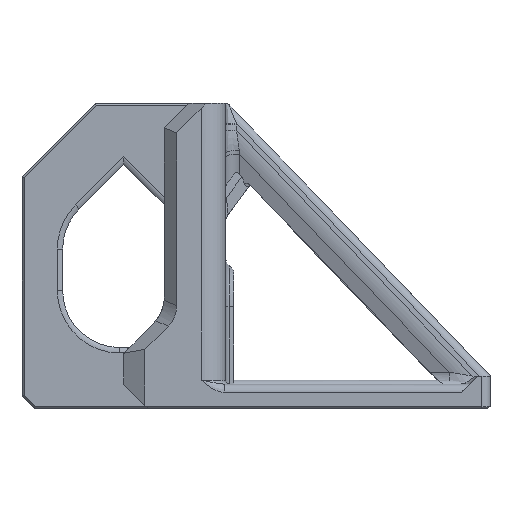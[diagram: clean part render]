
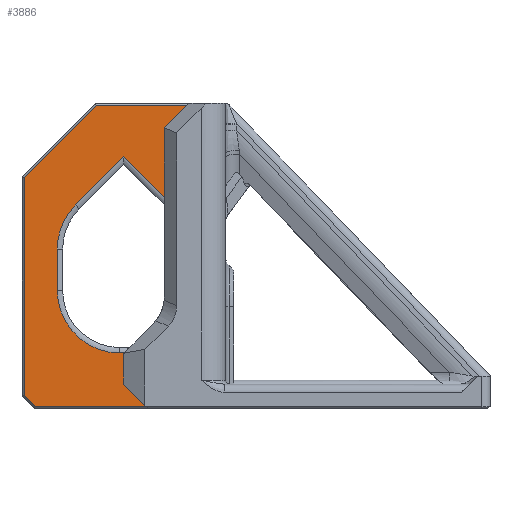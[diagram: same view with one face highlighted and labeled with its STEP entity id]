
A CAD part, left-side view. The second image highlights one B-rep face of the part: STEP entity #3886.
In plain terms, the highlighted planar face has unit normal (-1, 0, 0).
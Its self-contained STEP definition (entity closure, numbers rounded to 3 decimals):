
#39=FACE_BOUND('',#543,.T.);
#180=PLANE('',#4192);
#311=FACE_OUTER_BOUND('',#542,.T.);
#542=EDGE_LOOP('',(#2878,#2879,#2880,#2881,#2882,#2883));
#543=EDGE_LOOP('',(#2884,#2885,#2886,#2887,#2888,#2889,#2890,#2891,#2892));
#868=LINE('',#6440,#1203);
#870=LINE('',#6458,#1205);
#873=LINE('',#6467,#1208);
#875=LINE('',#6479,#1210);
#877=LINE('',#6488,#1212);
#878=LINE('',#6492,#1213);
#879=LINE('',#6494,#1214);
#880=LINE('',#6496,#1215);
#881=LINE('',#6498,#1216);
#882=LINE('',#6500,#1217);
#883=LINE('',#6501,#1218);
#1203=VECTOR('',#4762,2.);
#1205=VECTOR('',#4784,2.);
#1208=VECTOR('',#4793,2.);
#1210=VECTOR('',#4807,2.);
#1212=VECTOR('',#4819,2.);
#1213=VECTOR('',#4822,10.);
#1214=VECTOR('',#4823,10.);
#1215=VECTOR('',#4824,10.);
#1216=VECTOR('',#4825,10.);
#1217=VECTOR('',#4826,10.);
#1218=VECTOR('',#4827,10.);
#1463=CIRCLE('',#4171,15.323);
#1467=CIRCLE('',#4176,15.323);
#1471=CIRCLE('',#4184,15.323);
#1475=CIRCLE('',#4190,15.323);
#1730=VERTEX_POINT('',#6437);
#1731=VERTEX_POINT('',#6439);
#1734=VERTEX_POINT('',#6446);
#1735=VERTEX_POINT('',#6451);
#1737=VERTEX_POINT('',#6457);
#1739=VERTEX_POINT('',#6463);
#1741=VERTEX_POINT('',#6469);
#1743=VERTEX_POINT('',#6475);
#1745=VERTEX_POINT('',#6481);
#1747=VERTEX_POINT('',#6490);
#1748=VERTEX_POINT('',#6491);
#1749=VERTEX_POINT('',#6493);
#1750=VERTEX_POINT('',#6495);
#1751=VERTEX_POINT('',#6497);
#1752=VERTEX_POINT('',#6499);
#2148=EDGE_CURVE('',#1730,#1731,#868,.T.);
#2152=EDGE_CURVE('',#1734,#1730,#1463,.T.);
#2156=EDGE_CURVE('',#1731,#1735,#1467,.T.);
#2157=EDGE_CURVE('',#1737,#1734,#870,.T.);
#2162=EDGE_CURVE('',#1735,#1739,#873,.T.);
#2165=EDGE_CURVE('',#1739,#1741,#1471,.T.);
#2168=EDGE_CURVE('',#1741,#1743,#875,.T.);
#2171=EDGE_CURVE('',#1743,#1745,#1475,.T.);
#2173=EDGE_CURVE('',#1745,#1737,#877,.T.);
#2174=EDGE_CURVE('',#1747,#1748,#878,.T.);
#2175=EDGE_CURVE('',#1749,#1747,#879,.T.);
#2176=EDGE_CURVE('',#1750,#1749,#880,.T.);
#2177=EDGE_CURVE('',#1751,#1750,#881,.T.);
#2178=EDGE_CURVE('',#1752,#1751,#882,.T.);
#2179=EDGE_CURVE('',#1748,#1752,#883,.T.);
#2878=ORIENTED_EDGE('',*,*,#2174,.F.);
#2879=ORIENTED_EDGE('',*,*,#2175,.F.);
#2880=ORIENTED_EDGE('',*,*,#2176,.F.);
#2881=ORIENTED_EDGE('',*,*,#2177,.F.);
#2882=ORIENTED_EDGE('',*,*,#2178,.F.);
#2883=ORIENTED_EDGE('',*,*,#2179,.F.);
#2884=ORIENTED_EDGE('',*,*,#2148,.F.);
#2885=ORIENTED_EDGE('',*,*,#2152,.F.);
#2886=ORIENTED_EDGE('',*,*,#2157,.F.);
#2887=ORIENTED_EDGE('',*,*,#2173,.F.);
#2888=ORIENTED_EDGE('',*,*,#2171,.F.);
#2889=ORIENTED_EDGE('',*,*,#2168,.F.);
#2890=ORIENTED_EDGE('',*,*,#2165,.F.);
#2891=ORIENTED_EDGE('',*,*,#2162,.F.);
#2892=ORIENTED_EDGE('',*,*,#2156,.F.);
#3886=ADVANCED_FACE('',(#311,#39),#180,.T.);
#4171=AXIS2_PLACEMENT_3D('',#6448,#4770,#4771);
#4176=AXIS2_PLACEMENT_3D('',#6455,#4780,#4781);
#4184=AXIS2_PLACEMENT_3D('',#6473,#4800,#4801);
#4190=AXIS2_PLACEMENT_3D('',#6485,#4814,#4815);
#4192=AXIS2_PLACEMENT_3D('',#6489,#4820,#4821);
#4762=DIRECTION('',(0.,0.,-1.));
#4770=DIRECTION('center_axis',(-1.,0.,0.));
#4771=DIRECTION('ref_axis',(0.,-1.,0.));
#4780=DIRECTION('center_axis',(-1.,0.,0.));
#4781=DIRECTION('ref_axis',(0.,-1.,0.));
#4784=DIRECTION('',(0.,0.707,-0.707));
#4793=DIRECTION('',(0.,-1.,0.));
#4800=DIRECTION('center_axis',(-1.,0.,0.));
#4801=DIRECTION('ref_axis',(0.,0.,1.));
#4807=DIRECTION('',(0.,0.,1.));
#4814=DIRECTION('center_axis',(-1.,0.,0.));
#4815=DIRECTION('ref_axis',(0.,1.,0.));
#4819=DIRECTION('',(0.,0.707,0.707));
#4820=DIRECTION('center_axis',(-1.,0.,0.));
#4821=DIRECTION('ref_axis',(0.,0.,-1.));
#4822=DIRECTION('',(0.,0.707,0.707));
#4823=DIRECTION('',(0.,1.,0.));
#4824=DIRECTION('',(0.,0.,-1.));
#4825=DIRECTION('',(0.,-1.,0.));
#4826=DIRECTION('',(0.,-0.707,0.707));
#4827=DIRECTION('',(0.,0.,1.));
#6437=CARTESIAN_POINT('',(93.,141.323,39.201));
#6439=CARTESIAN_POINT('',(93.,141.323,29.));
#6440=CARTESIAN_POINT('',(93.,141.323,16.5));
#6446=CARTESIAN_POINT('',(93.,136.835,50.036));
#6448=CARTESIAN_POINT('Origin',(93.,126.,39.201));
#6451=CARTESIAN_POINT('',(93.,126.,13.677));
#6455=CARTESIAN_POINT('Origin',(93.,126.,29.));
#6457=CARTESIAN_POINT('',(93.,125.,61.871));
#6458=CARTESIAN_POINT('',(93.,152.685,34.185));
#6463=CARTESIAN_POINT('',(93.,124.,13.677));
#6467=CARTESIAN_POINT('',(93.,138.75,13.677));
#6469=CARTESIAN_POINT('',(93.,108.677,29.));
#6473=CARTESIAN_POINT('Origin',(93.,124.,29.));
#6475=CARTESIAN_POINT('',(93.,108.677,39.201));
#6479=CARTESIAN_POINT('',(93.,108.677,16.5));
#6481=CARTESIAN_POINT('',(93.,113.165,50.036));
#6485=CARTESIAN_POINT('Origin',(93.,124.,39.201));
#6488=CARTESIAN_POINT('',(93.,111.065,47.935));
#6489=CARTESIAN_POINT('Origin',(93.,152.5,-4.5));
#6490=CARTESIAN_POINT('',(93.,146.793,0.5));
#6491=CARTESIAN_POINT('',(93.,149.5,3.207));
#6492=CARTESIAN_POINT('',(93.,147.646,1.354));
#6493=CARTESIAN_POINT('',(93.,107.,0.5));
#6494=CARTESIAN_POINT('',(93.,122.5,0.5));
#6495=CARTESIAN_POINT('',(93.,107.,74.5));
#6496=CARTESIAN_POINT('',(93.,107.,-4.5));
#6497=CARTESIAN_POINT('',(93.,131.793,74.5));
#6498=CARTESIAN_POINT('',(93.,126.125,74.5));
#6499=CARTESIAN_POINT('',(93.,149.5,56.793));
#6500=CARTESIAN_POINT('',(93.,161.146,45.146));
#6501=CARTESIAN_POINT('',(93.,149.5,-1.));
